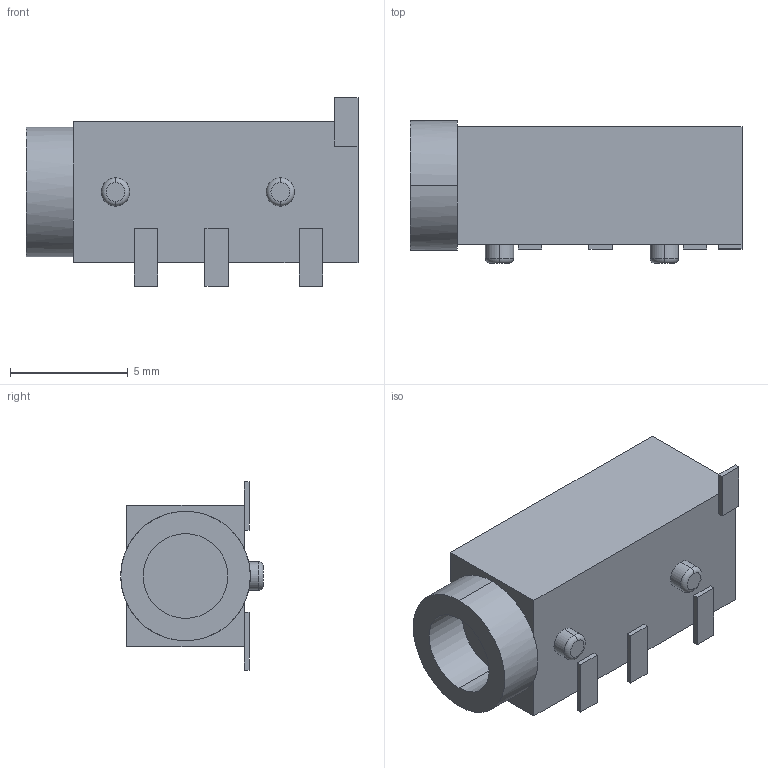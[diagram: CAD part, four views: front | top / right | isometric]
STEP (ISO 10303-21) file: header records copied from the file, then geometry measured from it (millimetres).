
FILE_DESCRIPTION (( 'STEP AP214' ), '1' );
FILE_NAME ('FemaleAudioJack.STEP', '2019-05-14T05:22:20', ( '' ), ( '' ), 'SwSTEP 2.0', 'SolidWorks 2019', '' );
FILE_SCHEMA (( 'AUTOMOTIVE_DESIGN' ));
Length unit declared in the file: millimetre
Products named in the file (2): FemaleAudioJack
Bounding box: 14.1 x 6.05 x 8 mm (x, y, z)
Volume: 393.8 mm3; surface area: 403.6 mm2
Topology: 1 solids, 1 shells, 48 faces, 114 edges, 71 vertices
Faces by surface type: plane 36, cylinder 8, torus 4
Entity records: 1943 total; most frequent: DIRECTION 242, CARTESIAN_POINT 235, ORIENTED_EDGE 228, EDGE_CURVE 114, LINE 86, VECTOR 86, AXIS2_PLACEMENT_3D 78, VERTEX_POINT 71
